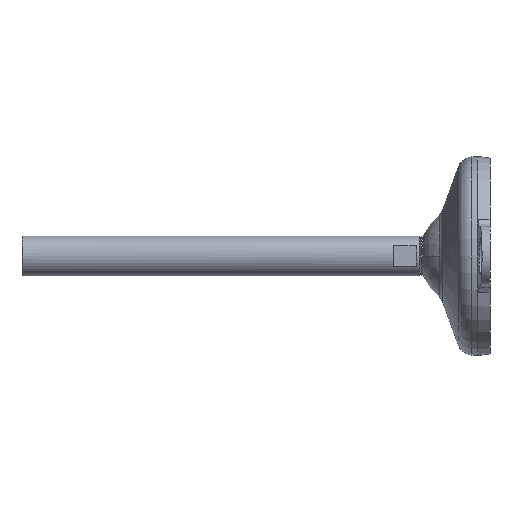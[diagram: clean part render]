
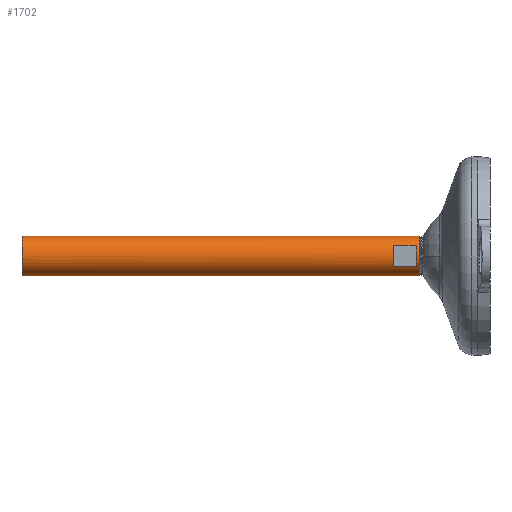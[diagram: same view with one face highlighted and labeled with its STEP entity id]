
A CAD part, left-side view. The second image highlights one B-rep face of the part: STEP entity #1702.
In plain terms, the highlighted cylindrical face has radius 10 mm (diameter 20 mm), a partial arc.
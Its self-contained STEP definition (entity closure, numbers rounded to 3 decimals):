
#20 = AXIS2_PLACEMENT_3D ( 'NONE', #700, #1232, #309 ) ;
#46 = CARTESIAN_POINT ( 'NONE',  ( -8.5, 0., -5.268 ) ) ;
#64 = VERTEX_POINT ( 'NONE', #1704 ) ;
#89 = CARTESIAN_POINT ( 'NONE',  ( -8.5, 0., 5.268 ) ) ;
#102 = AXIS2_PLACEMENT_3D ( 'NONE', #815, #825, #1368 ) ;
#103 = AXIS2_PLACEMENT_3D ( 'NONE', #1631, #960, #694 ) ;
#156 = FACE_BOUND ( 'NONE', #1197, .T. ) ;
#176 = EDGE_CURVE ( 'NONE', #1726, #359, #457, .T. ) ;
#227 = CARTESIAN_POINT ( 'NONE',  ( -8.5, 37., 5.268 ) ) ;
#290 = EDGE_CURVE ( 'NONE', #1462, #1726, #486, .T. ) ;
#309 = DIRECTION ( 'NONE',  ( 0., 0., -1. ) ) ;
#319 = DIRECTION ( 'NONE',  ( 0., 0., 1. ) ) ;
#341 = LINE ( 'NONE', #89, #966 ) ;
#359 = VERTEX_POINT ( 'NONE', #1486 ) ;
#385 = VECTOR ( 'NONE', #1002, 1000. ) ;
#420 = CARTESIAN_POINT ( 'NONE',  ( 0., 235., -10. ) ) ;
#449 = CARTESIAN_POINT ( 'NONE',  ( 0., 48.5, 0. ) ) ;
#453 = CARTESIAN_POINT ( 'NONE',  ( 0., 35.5, -10. ) ) ;
#457 = LINE ( 'NONE', #46, #1721 ) ;
#465 = CIRCLE ( 'NONE', #102, 10. ) ;
#486 = CIRCLE ( 'NONE', #1014, 10. ) ;
#525 = ORIENTED_EDGE ( 'NONE', *, *, #1367, .T. ) ;
#563 = DIRECTION ( 'NONE',  ( 0., 1., 0. ) ) ;
#570 = VERTEX_POINT ( 'NONE', #964 ) ;
#603 = LINE ( 'NONE', #1424, #385 ) ;
#637 = ORIENTED_EDGE ( 'NONE', *, *, #1171, .F. ) ;
#688 = CYLINDRICAL_SURFACE ( 'NONE', #103, 10. ) ;
#694 = DIRECTION ( 'NONE',  ( 0., 0., -1. ) ) ;
#700 = CARTESIAN_POINT ( 'NONE',  ( 0., 35.5, 0. ) ) ;
#772 = CIRCLE ( 'NONE', #20, 10. ) ;
#794 = ORIENTED_EDGE ( 'NONE', *, *, #1460, .T. ) ;
#802 = CARTESIAN_POINT ( 'NONE',  ( 0., 0., 10. ) ) ;
#807 = ORIENTED_EDGE ( 'NONE', *, *, #929, .T. ) ;
#815 = CARTESIAN_POINT ( 'NONE',  ( 0., 235., 0. ) ) ;
#816 = FACE_OUTER_BOUND ( 'NONE', #1565, .T. ) ;
#825 = DIRECTION ( 'NONE',  ( 0., -1., 0. ) ) ;
#880 = DIRECTION ( 'NONE',  ( 0., -1., 0. ) ) ;
#929 = EDGE_CURVE ( 'NONE', #359, #64, #1048, .T. ) ;
#960 = DIRECTION ( 'NONE',  ( 0., -1., 0. ) ) ;
#964 = CARTESIAN_POINT ( 'NONE',  ( 0., 235., 10. ) ) ;
#966 = VECTOR ( 'NONE', #880, 1000. ) ;
#1002 = DIRECTION ( 'NONE',  ( 0., -1., 0. ) ) ;
#1014 = AXIS2_PLACEMENT_3D ( 'NONE', #1443, #1150, #1558 ) ;
#1048 = CIRCLE ( 'NONE', #1471, 10. ) ;
#1089 = DIRECTION ( 'NONE',  ( 0., 1., 0. ) ) ;
#1114 = ORIENTED_EDGE ( 'NONE', *, *, #176, .T. ) ;
#1150 = DIRECTION ( 'NONE',  ( 0., -1., 0. ) ) ;
#1170 = ORIENTED_EDGE ( 'NONE', *, *, #1467, .T. ) ;
#1171 = EDGE_CURVE ( 'NONE', #570, #1495, #1455, .T. ) ;
#1197 = EDGE_LOOP ( 'NONE', ( #1114, #807, #1170, #1384 ) ) ;
#1232 = DIRECTION ( 'NONE',  ( 0., -1., 0. ) ) ;
#1269 = ORIENTED_EDGE ( 'NONE', *, *, #1608, .F. ) ;
#1345 = CARTESIAN_POINT ( 'NONE',  ( 0., 35.5, 10. ) ) ;
#1367 = EDGE_CURVE ( 'NONE', #570, #1664, #465, .T. ) ;
#1368 = DIRECTION ( 'NONE',  ( 0., 0., -1. ) ) ;
#1384 = ORIENTED_EDGE ( 'NONE', *, *, #290, .T. ) ;
#1394 = CARTESIAN_POINT ( 'NONE',  ( -8.5, 37., -5.268 ) ) ;
#1424 = CARTESIAN_POINT ( 'NONE',  ( 0., 0., -10. ) ) ;
#1443 = CARTESIAN_POINT ( 'NONE',  ( 0., 37., 0. ) ) ;
#1455 = LINE ( 'NONE', #802, #1503 ) ;
#1460 = EDGE_CURVE ( 'NONE', #1664, #1651, #603, .T. ) ;
#1462 = VERTEX_POINT ( 'NONE', #227 ) ;
#1467 = EDGE_CURVE ( 'NONE', #64, #1462, #341, .T. ) ;
#1471 = AXIS2_PLACEMENT_3D ( 'NONE', #449, #563, #319 ) ;
#1486 = CARTESIAN_POINT ( 'NONE',  ( -8.5, 48.5, -5.268 ) ) ;
#1495 = VERTEX_POINT ( 'NONE', #1345 ) ;
#1503 = VECTOR ( 'NONE', #1717, 1000. ) ;
#1558 = DIRECTION ( 'NONE',  ( 0., 0., -1. ) ) ;
#1565 = EDGE_LOOP ( 'NONE', ( #637, #525, #794, #1269 ) ) ;
#1608 = EDGE_CURVE ( 'NONE', #1495, #1651, #772, .T. ) ;
#1631 = CARTESIAN_POINT ( 'NONE',  ( 0., 0., 0. ) ) ;
#1651 = VERTEX_POINT ( 'NONE', #453 ) ;
#1664 = VERTEX_POINT ( 'NONE', #420 ) ;
#1702 = ADVANCED_FACE ( 'NONE', ( #816, #156 ), #688, .T. ) ;
#1704 = CARTESIAN_POINT ( 'NONE',  ( -8.5, 48.5, 5.268 ) ) ;
#1717 = DIRECTION ( 'NONE',  ( 0., -1., 0. ) ) ;
#1721 = VECTOR ( 'NONE', #1089, 1000. ) ;
#1726 = VERTEX_POINT ( 'NONE', #1394 ) ;
